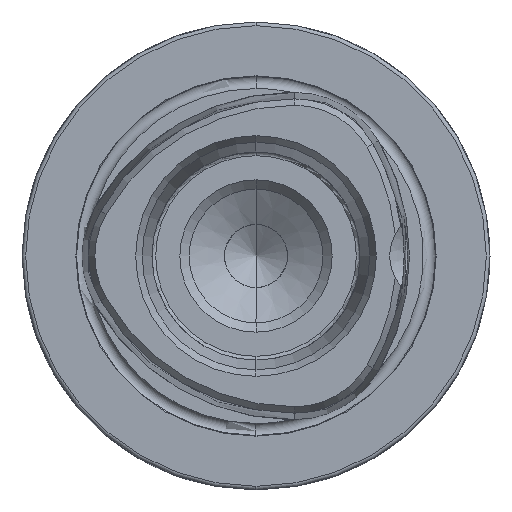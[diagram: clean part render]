
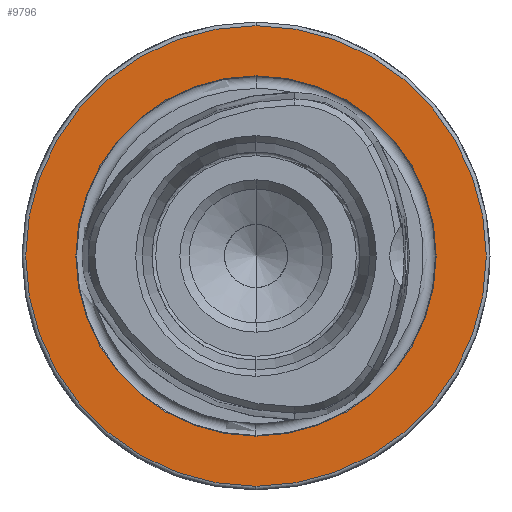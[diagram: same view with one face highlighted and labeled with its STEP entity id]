
A CAD part, left-side view. The second image highlights one B-rep face of the part: STEP entity #9796.
In plain terms, the highlighted planar face has unit normal (-1, 0, 0).
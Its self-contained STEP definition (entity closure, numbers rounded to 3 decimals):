
#1858 = AXIS2_PLACEMENT_3D ( 'NONE', #7515, #7516, #7517 ) ;
#1861 = AXIS2_PLACEMENT_3D ( 'NONE', #7524, #7525, #7526 ) ;
#2643 = EDGE_LOOP ( 'NONE', ( #7082, #7083 ) ) ;
#2665 = EDGE_LOOP ( 'NONE', ( #7084, #7085 ) ) ;
#2802 = EDGE_CURVE ( 'NONE', #3345, #3344, #3855, .T. ) ;
#2803 = EDGE_CURVE ( 'NONE', #3342, #3340, #3853, .T. ) ;
#3208 = CARTESIAN_POINT ( 'NONE',  ( 0., 24.25, 0. ) ) ;
#3216 = PLANE ( 'NONE',  #4977 ) ;
#3217 = DIRECTION ( 'NONE',  ( 1., 0., 0. ) ) ;
#3340 = VERTEX_POINT ( 'NONE', #8075 ) ;
#3342 = VERTEX_POINT ( 'NONE', #8077 ) ;
#3344 = VERTEX_POINT ( 'NONE', #8079 ) ;
#3345 = VERTEX_POINT ( 'NONE', #8080 ) ;
#3853 = CIRCLE ( 'NONE', #9396, 24.25 ) ;
#3855 = CIRCLE ( 'NONE', #9395, 31. ) ;
#4294 = CARTESIAN_POINT ( 'NONE',  ( 0., 0., 0. ) ) ;
#4296 = DIRECTION ( 'NONE',  ( -1., 0., 0. ) ) ;
#4298 = DIRECTION ( 'NONE',  ( 0., 0., 1. ) ) ;
#4302 = CARTESIAN_POINT ( 'NONE',  ( 0., 0., 0. ) ) ;
#4304 = DIRECTION ( 'NONE',  ( -1., 0., 0. ) ) ;
#4305 = DIRECTION ( 'NONE',  ( 0., 0., 1. ) ) ;
#4977 = AXIS2_PLACEMENT_3D ( 'NONE', #3208, #3217, #6304 ) ;
#5321 = CIRCLE ( 'NONE', #1858, 24.25 ) ;
#5333 = CIRCLE ( 'NONE', #1861, 31. ) ;
#6304 = DIRECTION ( 'NONE',  ( 0., 0., -1. ) ) ;
#6436 = FACE_OUTER_BOUND ( 'NONE', #2665, .T. ) ;
#6443 = FACE_BOUND ( 'NONE', #2643, .T. ) ;
#7082 = ORIENTED_EDGE ( 'NONE', *, *, #2803, .F. ) ;
#7083 = ORIENTED_EDGE ( 'NONE', *, *, #9496, .F. ) ;
#7084 = ORIENTED_EDGE ( 'NONE', *, *, #9500, .T. ) ;
#7085 = ORIENTED_EDGE ( 'NONE', *, *, #2802, .T. ) ;
#7515 = CARTESIAN_POINT ( 'NONE',  ( 0., 0., 0. ) ) ;
#7516 = DIRECTION ( 'NONE',  ( -1., 0., 0. ) ) ;
#7517 = DIRECTION ( 'NONE',  ( 0., 0., 1. ) ) ;
#7524 = CARTESIAN_POINT ( 'NONE',  ( 0., 0., 0. ) ) ;
#7525 = DIRECTION ( 'NONE',  ( -1., 0., 0. ) ) ;
#7526 = DIRECTION ( 'NONE',  ( 0., 0., 1. ) ) ;
#8075 = CARTESIAN_POINT ( 'NONE',  ( 0., 0., -24.25 ) ) ;
#8077 = CARTESIAN_POINT ( 'NONE',  ( 0., 0., 24.25 ) ) ;
#8079 = CARTESIAN_POINT ( 'NONE',  ( 0., 0., 31. ) ) ;
#8080 = CARTESIAN_POINT ( 'NONE',  ( 0., 0., -31. ) ) ;
#9395 = AXIS2_PLACEMENT_3D ( 'NONE', #4294, #4296, #4298 ) ;
#9396 = AXIS2_PLACEMENT_3D ( 'NONE', #4302, #4304, #4305 ) ;
#9496 = EDGE_CURVE ( 'NONE', #3340, #3342, #5321, .T. ) ;
#9500 = EDGE_CURVE ( 'NONE', #3344, #3345, #5333, .T. ) ;
#9796 = ADVANCED_FACE ( 'NONE', ( #6443, #6436 ), #3216, .F. ) ;
